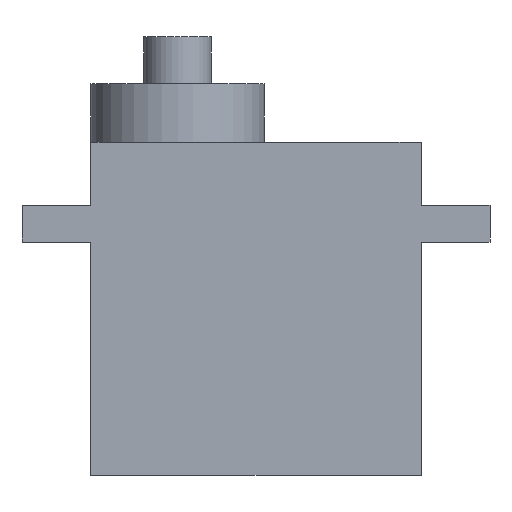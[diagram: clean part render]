
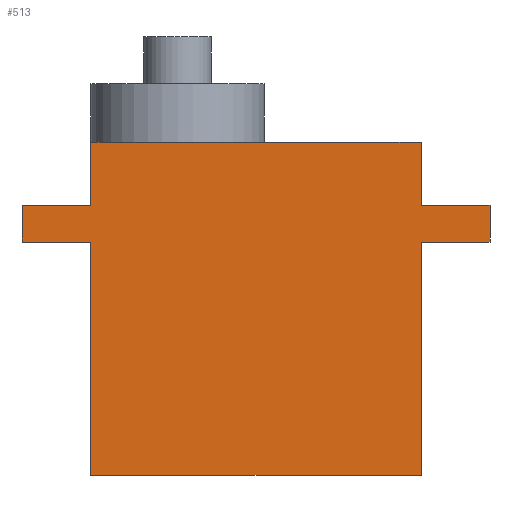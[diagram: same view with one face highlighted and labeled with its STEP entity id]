
A CAD part, front view. The second image highlights one B-rep face of the part: STEP entity #513.
In plain terms, the highlighted planar face has unit normal (0, -1, 0).
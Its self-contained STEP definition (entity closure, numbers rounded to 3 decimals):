
#29=PLANE('',#561);
#56=FACE_OUTER_BOUND('',#84,.T.);
#84=EDGE_LOOP('',(#426,#427,#428,#429,#430,#431,#432,#433,#434,#435,#436,
#437,#438));
#104=LINE('',#743,#165);
#106=LINE('',#749,#167);
#118=LINE('',#777,#179);
#124=LINE('',#788,#185);
#126=LINE('',#793,#187);
#136=LINE('',#815,#197);
#138=LINE('',#819,#199);
#139=LINE('',#821,#200);
#140=LINE('',#822,#201);
#141=LINE('',#824,#202);
#142=LINE('',#826,#203);
#143=LINE('',#828,#204);
#144=LINE('',#829,#205);
#165=VECTOR('',#599,10.);
#167=VECTOR('',#603,10.);
#179=VECTOR('',#621,10.);
#185=VECTOR('',#637,10.);
#187=VECTOR('',#641,10.);
#197=VECTOR('',#663,10.);
#199=VECTOR('',#667,10.);
#200=VECTOR('',#668,10.);
#201=VECTOR('',#669,10.);
#202=VECTOR('',#670,10.);
#203=VECTOR('',#671,10.);
#204=VECTOR('',#672,10.);
#205=VECTOR('',#673,10.);
#233=VERTEX_POINT('',#729);
#239=VERTEX_POINT('',#741);
#240=VERTEX_POINT('',#745);
#242=VERTEX_POINT('',#748);
#249=VERTEX_POINT('',#763);
#255=VERTEX_POINT('',#775);
#257=VERTEX_POINT('',#791);
#262=VERTEX_POINT('',#812);
#264=VERTEX_POINT('',#818);
#265=VERTEX_POINT('',#820);
#266=VERTEX_POINT('',#823);
#267=VERTEX_POINT('',#825);
#268=VERTEX_POINT('',#827);
#287=EDGE_CURVE('',#233,#239,#104,.T.);
#289=EDGE_CURVE('',#240,#242,#106,.T.);
#303=EDGE_CURVE('',#255,#249,#118,.T.);
#309=EDGE_CURVE('',#239,#242,#124,.T.);
#311=EDGE_CURVE('',#257,#255,#126,.T.);
#322=EDGE_CURVE('',#257,#262,#136,.T.);
#324=EDGE_CURVE('',#264,#262,#138,.T.);
#325=EDGE_CURVE('',#264,#265,#139,.T.);
#326=EDGE_CURVE('',#265,#233,#140,.T.);
#327=EDGE_CURVE('',#240,#266,#141,.T.);
#328=EDGE_CURVE('',#267,#266,#142,.T.);
#329=EDGE_CURVE('',#268,#267,#143,.T.);
#330=EDGE_CURVE('',#249,#268,#144,.T.);
#426=ORIENTED_EDGE('',*,*,#324,.F.);
#427=ORIENTED_EDGE('',*,*,#325,.T.);
#428=ORIENTED_EDGE('',*,*,#326,.T.);
#429=ORIENTED_EDGE('',*,*,#287,.T.);
#430=ORIENTED_EDGE('',*,*,#309,.T.);
#431=ORIENTED_EDGE('',*,*,#289,.F.);
#432=ORIENTED_EDGE('',*,*,#327,.T.);
#433=ORIENTED_EDGE('',*,*,#328,.F.);
#434=ORIENTED_EDGE('',*,*,#329,.F.);
#435=ORIENTED_EDGE('',*,*,#330,.F.);
#436=ORIENTED_EDGE('',*,*,#303,.F.);
#437=ORIENTED_EDGE('',*,*,#311,.F.);
#438=ORIENTED_EDGE('',*,*,#322,.T.);
#513=ADVANCED_FACE('',(#56),#29,.T.);
#561=AXIS2_PLACEMENT_3D('',#817,#665,#666);
#599=DIRECTION('',(1.,0.,0.));
#603=DIRECTION('',(1.,0.,0.));
#621=DIRECTION('',(1.,0.,0.));
#637=DIRECTION('',(0.,0.,1.));
#641=DIRECTION('',(0.,0.,1.));
#663=DIRECTION('',(1.,0.,0.));
#665=DIRECTION('center_axis',(0.,-1.,0.));
#666=DIRECTION('ref_axis',(1.,0.,0.));
#667=DIRECTION('',(0.,0.,1.));
#668=DIRECTION('',(1.,0.,0.));
#669=DIRECTION('',(0.,0.,1.));
#670=DIRECTION('',(0.,0.,1.));
#671=DIRECTION('',(1.,0.,0.));
#672=DIRECTION('',(1.,0.,0.));
#673=DIRECTION('',(0.,0.,1.));
#729=CARTESIAN_POINT('',(11.25,-5.9,15.9));
#741=CARTESIAN_POINT('',(15.95,-5.9,15.9));
#743=CARTESIAN_POINT('',(-15.95,-5.9,15.9));
#745=CARTESIAN_POINT('',(11.25,-5.9,18.4));
#748=CARTESIAN_POINT('',(15.95,-5.9,18.4));
#749=CARTESIAN_POINT('',(-15.95,-5.9,18.4));
#763=CARTESIAN_POINT('',(-11.25,-5.9,18.4));
#775=CARTESIAN_POINT('',(-15.95,-5.9,18.4));
#777=CARTESIAN_POINT('',(-15.95,-5.9,18.4));
#788=CARTESIAN_POINT('',(15.95,-5.9,15.9));
#791=CARTESIAN_POINT('',(-15.95,-5.9,15.9));
#793=CARTESIAN_POINT('',(-15.95,-5.9,15.9));
#812=CARTESIAN_POINT('',(-11.25,-5.9,15.9));
#815=CARTESIAN_POINT('',(-15.95,-5.9,15.9));
#817=CARTESIAN_POINT('Origin',(-11.25,-5.9,0.));
#818=CARTESIAN_POINT('',(-11.25,-5.9,0.));
#819=CARTESIAN_POINT('',(-11.25,-5.9,0.));
#820=CARTESIAN_POINT('',(11.25,-5.9,0.));
#821=CARTESIAN_POINT('',(-11.25,-5.9,0.));
#822=CARTESIAN_POINT('',(11.25,-5.9,0.));
#823=CARTESIAN_POINT('',(11.25,-5.9,22.7));
#824=CARTESIAN_POINT('',(11.25,-5.9,0.));
#825=CARTESIAN_POINT('',(-5.35,-5.9,22.7));
#826=CARTESIAN_POINT('',(-11.25,-5.9,22.7));
#827=CARTESIAN_POINT('',(-11.25,-5.9,22.7));
#828=CARTESIAN_POINT('',(-11.25,-5.9,22.7));
#829=CARTESIAN_POINT('',(-11.25,-5.9,0.));
